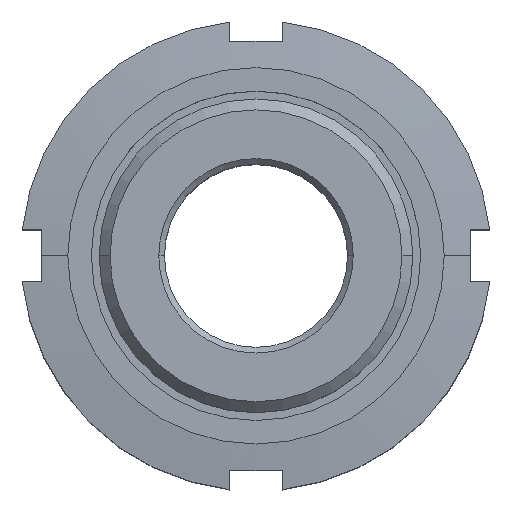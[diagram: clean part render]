
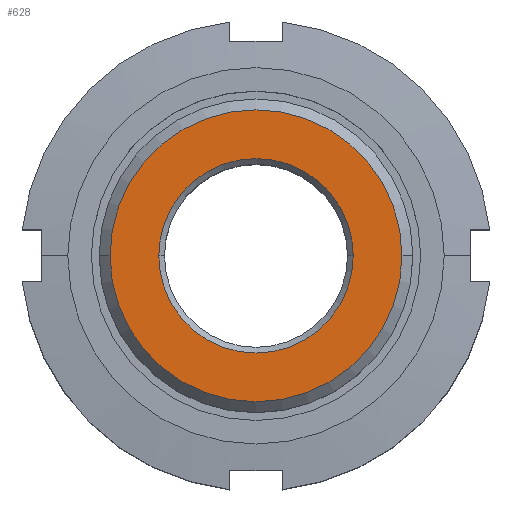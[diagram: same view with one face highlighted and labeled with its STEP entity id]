
A CAD part, top view. The second image highlights one B-rep face of the part: STEP entity #628.
In plain terms, the highlighted planar face has unit normal (0, 0, 1).
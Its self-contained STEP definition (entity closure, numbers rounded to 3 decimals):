
#424=VERTEX_POINT('',#1190);
#552=EDGE_CURVE('',#424,#730,#1333,.T.);
#580=EDGE_CURVE('',#730,#424,#1362,.T.);
#586=EDGE_CURVE('',#682,#722,#1368,.T.);
#628=ADVANCED_FACE('',(#1412,#1413),#1414,.T.);
#682=VERTEX_POINT('',#1478);
#722=VERTEX_POINT('',#1521);
#730=VERTEX_POINT('',#1529);
#1036=EDGE_CURVE('',#722,#682,#1866,.T.);
#1190=CARTESIAN_POINT('',(13.96,0.,22.0));
#1333=CIRCLE('',#2302,13.96);
#1362=CIRCLE('',#2351,13.96);
#1368=CIRCLE('',#2369,9.3);
#1412=FACE_OUTER_BOUND('',#2459,.T.);
#1413=FACE_BOUND('',#2460,.T.);
#1414=PLANE('',#2461);
#1478=CARTESIAN_POINT('',(9.3,0.,22.0));
#1521=CARTESIAN_POINT('',(-9.3,0.,22.0));
#1529=CARTESIAN_POINT('',(-13.96,0.,22.0));
#1866=CIRCLE('',#3313,9.3);
#2302=AXIS2_PLACEMENT_3D('',#3782,#3783,#3784);
#2351=AXIS2_PLACEMENT_3D('',#3805,#3806,#3807);
#2369=AXIS2_PLACEMENT_3D('',#3811,#3812,#3813);
#2459=EDGE_LOOP('',(#3849,#3850));
#2460=EDGE_LOOP('',(#3851,#3852));
#2461=AXIS2_PLACEMENT_3D('',#3853,#3854,#3855);
#3313=AXIS2_PLACEMENT_3D('',#4333,#4334,#4335);
#3782=CARTESIAN_POINT('',(0.0,0.,22.0));
#3783=DIRECTION('',(0.0,0.,-1.0));
#3784=DIRECTION('',(1.0,0.0,0.0));
#3805=CARTESIAN_POINT('',(0.0,0.,22.0));
#3806=DIRECTION('',(0.0,0.,-1.0));
#3807=DIRECTION('',(1.0,0.0,0.0));
#3811=CARTESIAN_POINT('',(0.0,0.,22.0));
#3812=DIRECTION('',(0.0,0.,-1.0));
#3813=DIRECTION('',(1.0,0.0,0.0));
#3849=ORIENTED_EDGE('',*,*,#552,.F.);
#3850=ORIENTED_EDGE('',*,*,#580,.F.);
#3851=ORIENTED_EDGE('',*,*,#586,.T.);
#3852=ORIENTED_EDGE('',*,*,#1036,.T.);
#3853=CARTESIAN_POINT('',(11.63,0.,22.0));
#3854=DIRECTION('',(0.0,0.,1.0));
#3855=DIRECTION('',(-1.0,0.0,0.0));
#4333=CARTESIAN_POINT('',(0.0,0.,22.0));
#4334=DIRECTION('',(0.0,0.,-1.0));
#4335=DIRECTION('',(1.0,0.0,0.0));
